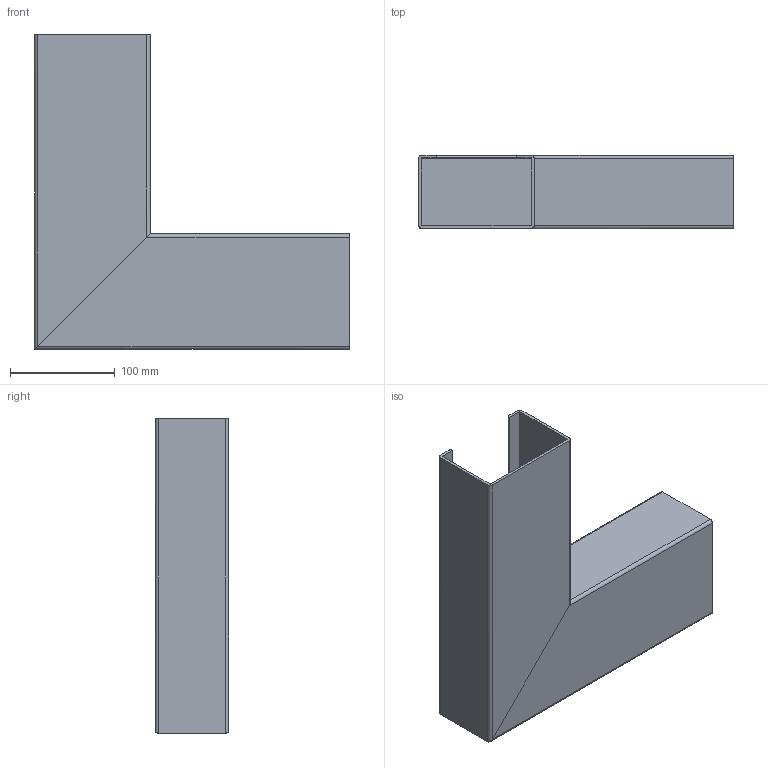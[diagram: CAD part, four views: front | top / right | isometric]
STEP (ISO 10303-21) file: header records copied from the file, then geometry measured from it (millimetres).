
FILE_DESCRIPTION (( 'STEP AP214' ), '1' );
FILE_NAME ('6274320.stp', '2016-05-03T14:42:45', ( '' ), ( '' ), 'SwSTEP 2.0', 'SolidWorks 2014', '' );
FILE_SCHEMA (( 'AUTOMOTIVE_DESIGN' ));
Length unit declared in the file: millimetre
Products named in the file (3): 014539_GK-F70110T1; 014541_GK-F70110T1; 6274320
Assembly tree (2 placements, depth 2):
  6274320
    014539_GK-F70110T1
    014541_GK-F70110T1
Bounding box: 300 x 70 x 300 mm (x, y, z)
Volume: 356155.3 mm3; surface area: 270036.6 mm2
Topology: 2 solids, 2 shells, 40 faces, 108 edges, 72 vertices
Faces by surface type: plane 28, cylinder 12
Entity records: 1354 total; most frequent: CARTESIAN_POINT 261, ORIENTED_EDGE 216, DIRECTION 198, EDGE_CURVE 108, LINE 84, VECTOR 84, VERTEX_POINT 72, AXIS2_PLACEMENT_3D 57
